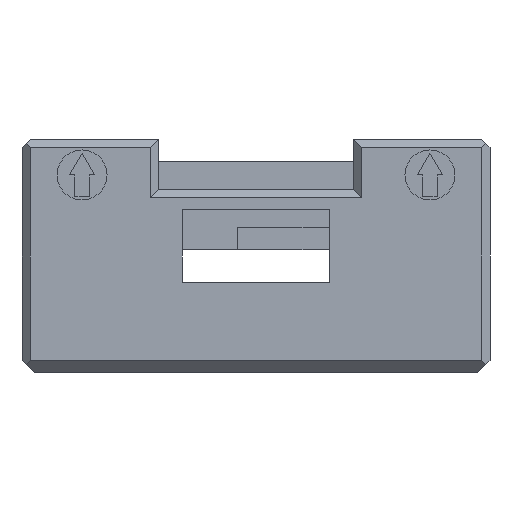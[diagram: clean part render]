
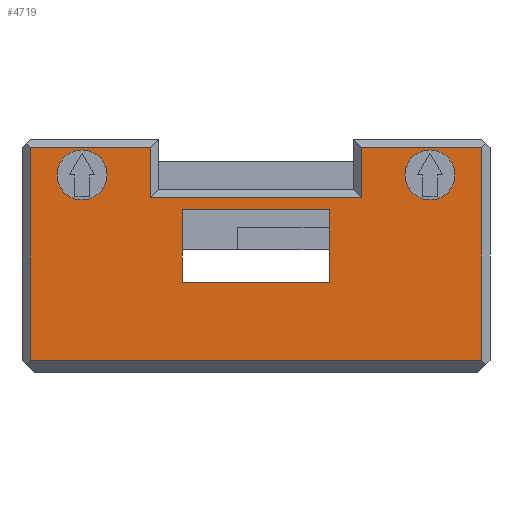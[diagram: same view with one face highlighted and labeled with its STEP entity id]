
A CAD part, front view. The second image highlights one B-rep face of the part: STEP entity #4719.
In plain terms, the highlighted planar face has unit normal (0, -1, 0).
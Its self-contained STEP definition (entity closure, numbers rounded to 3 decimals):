
#2 = VERTEX_POINT ( 'NONE', #4361 ) ;
#8 = CARTESIAN_POINT ( 'NONE',  ( -128.931, -74.754, 104.694 ) ) ;
#45 = EDGE_CURVE ( 'NONE', #206, #5863, #5511, .T. ) ;
#127 = ORIENTED_EDGE ( 'NONE', *, *, #5777, .T. ) ;
#148 = EDGE_CURVE ( 'NONE', #2183, #2924, #2304, .T. ) ;
#166 = CARTESIAN_POINT ( 'NONE',  ( -116.431, -74.754, 93.994 ) ) ;
#206 = VERTEX_POINT ( 'NONE', #1761 ) ;
#303 = LINE ( 'NONE', #6702, #6278 ) ;
#416 = VERTEX_POINT ( 'NONE', #752 ) ;
#434 = VECTOR ( 'NONE', #2844, 1000. ) ;
#539 = DIRECTION ( 'NONE',  ( -1., 0., 0. ) ) ;
#667 = LINE ( 'NONE', #7249, #2257 ) ;
#678 = DIRECTION ( 'NONE',  ( 0., -1., 0. ) ) ;
#752 = CARTESIAN_POINT ( 'NONE',  ( -94.171, -74.754, 104.694 ) ) ;
#881 = CARTESIAN_POINT ( 'NONE',  ( -91.671, -74.754, 104.694 ) ) ;
#884 = EDGE_CURVE ( 'NONE', #2471, #3801, #3217, .T. ) ;
#953 = VERTEX_POINT ( 'NONE', #8 ) ;
#1040 = CIRCLE ( 'NONE', #7267, 2.5 ) ;
#1057 = EDGE_CURVE ( 'NONE', #6599, #3469, #1927, .T. ) ;
#1078 = CARTESIAN_POINT ( 'NONE',  ( -86.471, -74.754, 101.194 ) ) ;
#1082 = LINE ( 'NONE', #3398, #2496 ) ;
#1176 = VECTOR ( 'NONE', #6988, 1000. ) ;
#1245 = LINE ( 'NONE', #1078, #5835 ) ;
#1319 = VECTOR ( 'NONE', #7702, 1000. ) ;
#1374 = CIRCLE ( 'NONE', #2907, 2.5 ) ;
#1399 = CARTESIAN_POINT ( 'NONE',  ( -101.671, -74.754, 101.194 ) ) ;
#1506 = CARTESIAN_POINT ( 'NONE',  ( -116.431, -74.754, 101.194 ) ) ;
#1513 = FACE_OUTER_BOUND ( 'NONE', #3383, .T. ) ;
#1533 = VECTOR ( 'NONE', #3176, 1000. ) ;
#1585 = EDGE_CURVE ( 'NONE', #416, #1630, #2413, .T. ) ;
#1592 = VERTEX_POINT ( 'NONE', #2698 ) ;
#1630 = VERTEX_POINT ( 'NONE', #3545 ) ;
#1761 = CARTESIAN_POINT ( 'NONE',  ( -86.471, -74.754, 107.394 ) ) ;
#1873 = AXIS2_PLACEMENT_3D ( 'NONE', #5012, #2739, #2628 ) ;
#1927 = LINE ( 'NONE', #1399, #1533 ) ;
#1933 = LINE ( 'NONE', #3371, #1176 ) ;
#2142 = DIRECTION ( 'NONE',  ( -1., 0., 0. ) ) ;
#2183 = VERTEX_POINT ( 'NONE', #5209 ) ;
#2194 = VECTOR ( 'NONE', #7172, 1000. ) ;
#2230 = CARTESIAN_POINT ( 'NONE',  ( -101.671, -74.754, 93.994 ) ) ;
#2232 = DIRECTION ( 'NONE',  ( 0., 0., 1. ) ) ;
#2257 = VECTOR ( 'NONE', #5349, 1000. ) ;
#2304 = LINE ( 'NONE', #6859, #5320 ) ;
#2322 = VERTEX_POINT ( 'NONE', #2468 ) ;
#2344 = AXIS2_PLACEMENT_3D ( 'NONE', #2965, #4737, #2370 ) ;
#2370 = DIRECTION ( 'NONE',  ( 1., 0., 0. ) ) ;
#2381 = ORIENTED_EDGE ( 'NONE', *, *, #7553, .F. ) ;
#2413 = CIRCLE ( 'NONE', #1873, 2.5 ) ;
#2437 = EDGE_CURVE ( 'NONE', #3947, #1592, #3885, .T. ) ;
#2468 = CARTESIAN_POINT ( 'NONE',  ( -98.471, -74.754, 102.394 ) ) ;
#2471 = VERTEX_POINT ( 'NONE', #1506 ) ;
#2496 = VECTOR ( 'NONE', #4042, 1000. ) ;
#2571 = EDGE_CURVE ( 'NONE', #2322, #4647, #5420, .T. ) ;
#2577 = ORIENTED_EDGE ( 'NONE', *, *, #4627, .T. ) ;
#2600 = ORIENTED_EDGE ( 'NONE', *, *, #2571, .T. ) ;
#2628 = DIRECTION ( 'NONE',  ( -1., 0., 0. ) ) ;
#2637 = CARTESIAN_POINT ( 'NONE',  ( -101.671, -74.754, 101.194 ) ) ;
#2698 = CARTESIAN_POINT ( 'NONE',  ( -86.471, -74.754, 86.194 ) ) ;
#2701 = CARTESIAN_POINT ( 'NONE',  ( -131.631, -74.754, 107.394 ) ) ;
#2739 = DIRECTION ( 'NONE',  ( 0., 1., 0. ) ) ;
#2774 = CARTESIAN_POINT ( 'NONE',  ( -130.431, -74.754, 107.394 ) ) ;
#2797 = ORIENTED_EDGE ( 'NONE', *, *, #148, .T. ) ;
#2844 = DIRECTION ( 'NONE',  ( -1., 0., 0. ) ) ;
#2907 = AXIS2_PLACEMENT_3D ( 'NONE', #4271, #678, #6070 ) ;
#2924 = VERTEX_POINT ( 'NONE', #2701 ) ;
#2965 = CARTESIAN_POINT ( 'NONE',  ( -130.431, -74.754, 101.194 ) ) ;
#3014 = EDGE_CURVE ( 'NONE', #3469, #2471, #1082, .T. ) ;
#3075 = EDGE_CURVE ( 'NONE', #2924, #3947, #1933, .T. ) ;
#3098 = ORIENTED_EDGE ( 'NONE', *, *, #5816, .T. ) ;
#3176 = DIRECTION ( 'NONE',  ( 0., 0., 1. ) ) ;
#3217 = LINE ( 'NONE', #6650, #2194 ) ;
#3274 = AXIS2_PLACEMENT_3D ( 'NONE', #4738, #4787, #539 ) ;
#3290 = FACE_BOUND ( 'NONE', #6543, .T. ) ;
#3371 = CARTESIAN_POINT ( 'NONE',  ( -131.631, -74.754, 101.194 ) ) ;
#3383 = EDGE_LOOP ( 'NONE', ( #7565, #4891, #2577, #4251, #127, #2600, #3098, #2797 ) ) ;
#3397 = ORIENTED_EDGE ( 'NONE', *, *, #3014, .F. ) ;
#3398 = CARTESIAN_POINT ( 'NONE',  ( -130.431, -74.754, 101.194 ) ) ;
#3469 = VERTEX_POINT ( 'NONE', #2637 ) ;
#3471 = CARTESIAN_POINT ( 'NONE',  ( -98.471, -74.754, 103.194 ) ) ;
#3512 = PLANE ( 'NONE',  #2344 ) ;
#3545 = CARTESIAN_POINT ( 'NONE',  ( -89.171, -74.754, 104.694 ) ) ;
#3623 = VECTOR ( 'NONE', #4383, 1000. ) ;
#3761 = CARTESIAN_POINT ( 'NONE',  ( -109.051, -74.754, 86.194 ) ) ;
#3801 = VERTEX_POINT ( 'NONE', #166 ) ;
#3868 = EDGE_CURVE ( 'NONE', #2, #953, #5299, .T. ) ;
#3885 = LINE ( 'NONE', #3761, #3623 ) ;
#3941 = ORIENTED_EDGE ( 'NONE', *, *, #5049, .T. ) ;
#3947 = VERTEX_POINT ( 'NONE', #7747 ) ;
#4015 = CARTESIAN_POINT ( 'NONE',  ( -130.431, -74.754, 102.394 ) ) ;
#4042 = DIRECTION ( 'NONE',  ( -1., 0., 0. ) ) ;
#4219 = ORIENTED_EDGE ( 'NONE', *, *, #5442, .F. ) ;
#4251 = ORIENTED_EDGE ( 'NONE', *, *, #45, .T. ) ;
#4271 = CARTESIAN_POINT ( 'NONE',  ( -126.431, -74.754, 104.694 ) ) ;
#4361 = CARTESIAN_POINT ( 'NONE',  ( -123.931, -74.754, 104.694 ) ) ;
#4378 = ORIENTED_EDGE ( 'NONE', *, *, #3868, .F. ) ;
#4383 = DIRECTION ( 'NONE',  ( 1., 0., 0. ) ) ;
#4423 = EDGE_LOOP ( 'NONE', ( #2381, #4378 ) ) ;
#4596 = CARTESIAN_POINT ( 'NONE',  ( -119.631, -74.754, 102.394 ) ) ;
#4627 = EDGE_CURVE ( 'NONE', #1592, #206, #1245, .T. ) ;
#4647 = VERTEX_POINT ( 'NONE', #4596 ) ;
#4719 = ADVANCED_FACE ( 'NONE', ( #1513, #4724, #4909, #3290 ), #3512, .F. ) ;
#4724 = FACE_BOUND ( 'NONE', #4423, .T. ) ;
#4737 = DIRECTION ( 'NONE',  ( 0., 1., 0. ) ) ;
#4738 = CARTESIAN_POINT ( 'NONE',  ( -126.431, -74.754, 104.694 ) ) ;
#4787 = DIRECTION ( 'NONE',  ( 0., -1., 0. ) ) ;
#4807 = ORIENTED_EDGE ( 'NONE', *, *, #1585, .T. ) ;
#4891 = ORIENTED_EDGE ( 'NONE', *, *, #2437, .T. ) ;
#4909 = FACE_BOUND ( 'NONE', #5119, .T. ) ;
#5012 = CARTESIAN_POINT ( 'NONE',  ( -91.671, -74.754, 104.694 ) ) ;
#5049 = EDGE_CURVE ( 'NONE', #1630, #416, #1040, .T. ) ;
#5119 = EDGE_LOOP ( 'NONE', ( #7579, #3397, #6350, #4219 ) ) ;
#5209 = CARTESIAN_POINT ( 'NONE',  ( -119.631, -74.754, 107.394 ) ) ;
#5299 = CIRCLE ( 'NONE', #3274, 2.5 ) ;
#5320 = VECTOR ( 'NONE', #2142, 1000. ) ;
#5349 = DIRECTION ( 'NONE',  ( 0., 0., 1. ) ) ;
#5420 = LINE ( 'NONE', #4015, #6799 ) ;
#5442 = EDGE_CURVE ( 'NONE', #3801, #6599, #303, .T. ) ;
#5511 = LINE ( 'NONE', #2774, #434 ) ;
#5777 = EDGE_CURVE ( 'NONE', #5863, #2322, #7033, .T. ) ;
#5816 = EDGE_CURVE ( 'NONE', #4647, #2183, #667, .T. ) ;
#5835 = VECTOR ( 'NONE', #2232, 1000. ) ;
#5863 = VERTEX_POINT ( 'NONE', #6013 ) ;
#6013 = CARTESIAN_POINT ( 'NONE',  ( -98.471, -74.754, 107.394 ) ) ;
#6070 = DIRECTION ( 'NONE',  ( -1., 0., 0. ) ) ;
#6278 = VECTOR ( 'NONE', #7278, 1000. ) ;
#6350 = ORIENTED_EDGE ( 'NONE', *, *, #1057, .F. ) ;
#6543 = EDGE_LOOP ( 'NONE', ( #4807, #3941 ) ) ;
#6599 = VERTEX_POINT ( 'NONE', #2230 ) ;
#6650 = CARTESIAN_POINT ( 'NONE',  ( -116.431, -74.754, 101.194 ) ) ;
#6702 = CARTESIAN_POINT ( 'NONE',  ( -101.671, -74.754, 93.994 ) ) ;
#6799 = VECTOR ( 'NONE', #7035, 1000. ) ;
#6859 = CARTESIAN_POINT ( 'NONE',  ( -130.431, -74.754, 107.394 ) ) ;
#6884 = DIRECTION ( 'NONE',  ( 0., 1., 0. ) ) ;
#6988 = DIRECTION ( 'NONE',  ( 0., 0., -1. ) ) ;
#7033 = LINE ( 'NONE', #3471, #1319 ) ;
#7035 = DIRECTION ( 'NONE',  ( -1., 0., 0. ) ) ;
#7172 = DIRECTION ( 'NONE',  ( 0., 0., -1. ) ) ;
#7249 = CARTESIAN_POINT ( 'NONE',  ( -119.631, -74.754, 108.194 ) ) ;
#7267 = AXIS2_PLACEMENT_3D ( 'NONE', #881, #6884, #7456 ) ;
#7278 = DIRECTION ( 'NONE',  ( 1., 0., 0. ) ) ;
#7456 = DIRECTION ( 'NONE',  ( -1., 0., 0. ) ) ;
#7553 = EDGE_CURVE ( 'NONE', #953, #2, #1374, .T. ) ;
#7565 = ORIENTED_EDGE ( 'NONE', *, *, #3075, .T. ) ;
#7579 = ORIENTED_EDGE ( 'NONE', *, *, #884, .F. ) ;
#7702 = DIRECTION ( 'NONE',  ( 0., 0., -1. ) ) ;
#7747 = CARTESIAN_POINT ( 'NONE',  ( -131.631, -74.754, 86.194 ) ) ;
